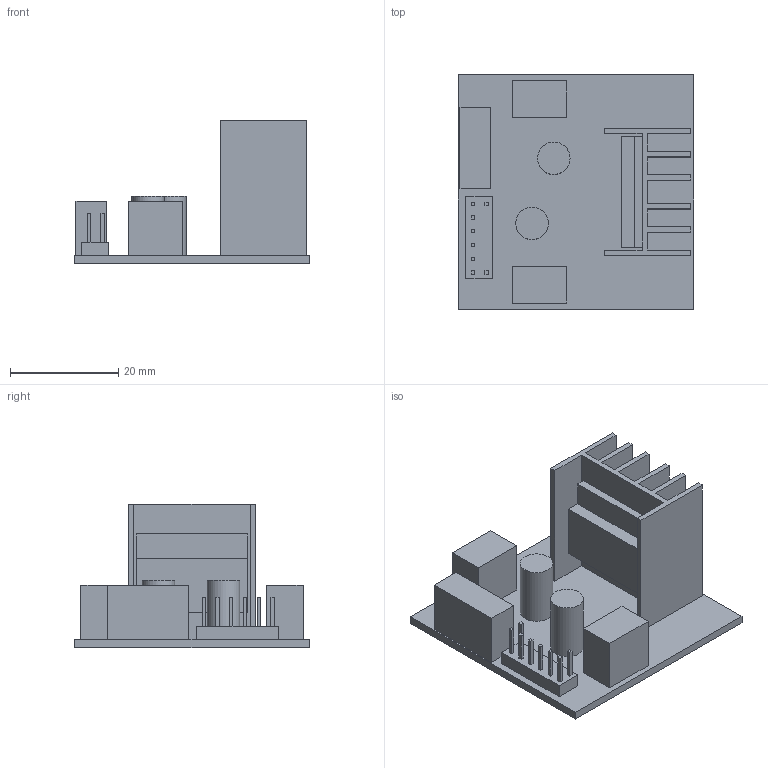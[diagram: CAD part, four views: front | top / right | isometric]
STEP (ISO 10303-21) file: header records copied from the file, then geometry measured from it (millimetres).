
FILE_DESCRIPTION(('Open CASCADE Model'),'2;1');
FILE_NAME('Open CASCADE Shape Model','2023-04-21T18:40:17',('Author'),( 'Open CASCADE'),'Open CASCADE STEP processor 7.5','Open CASCADE 7.5' ,'Unknown');
FILE_SCHEMA(('AUTOMOTIVE_DESIGN { 1 0 10303 214 1 1 1 1 }'));
Length unit declared in the file: metre
Products named in the file (2): Open CASCADE STEP translator 7.5 1; Open CASCADE STEP translator 7.5 1.1
Assembly tree (1 placements, depth 2):
  Open CASCADE STEP translator 7.5 1
    Open CASCADE STEP translator 7.5 1.1
Bounding box: 43.4 x 43.2 x 26.5 mm (x, y, z)
Surface area: 11115.5 mm2 (no closed solid volume)
Topology: 0 solids, 4 shells, 116 faces, 308 edges, 216 vertices
Faces by surface type: plane 114, cylinder 2
Full cylindrical faces by diameter (mm): 6 x2
Entity records: 6764 total; most frequent: CARTESIAN_POINT 1102, DIRECTION 1045, LINE 799, VECTOR 799, ORIENTED_EDGE 576, PCURVE 538, DEFINITIONAL_REPRESENTATION 538, EDGE_CURVE 269
